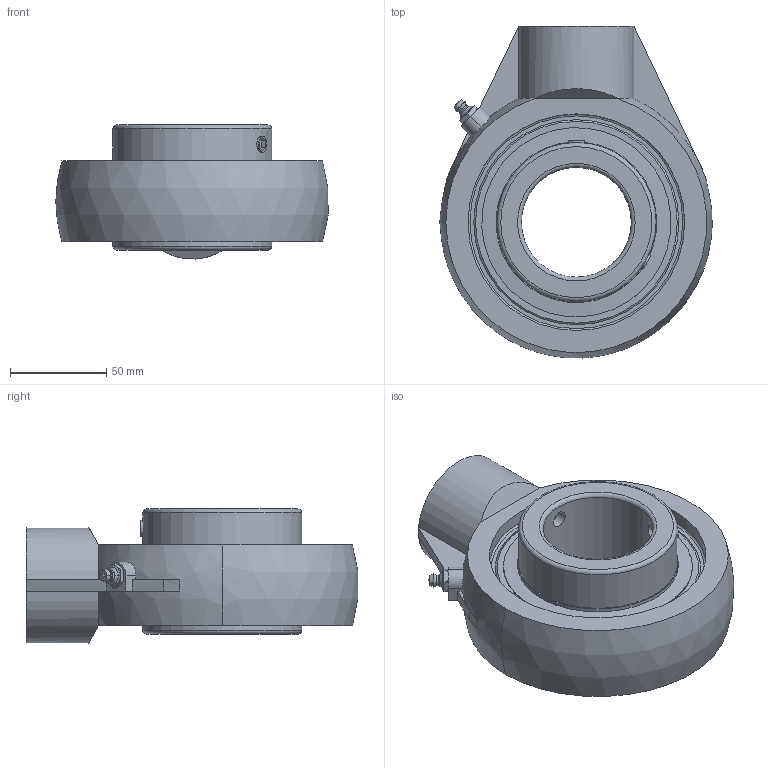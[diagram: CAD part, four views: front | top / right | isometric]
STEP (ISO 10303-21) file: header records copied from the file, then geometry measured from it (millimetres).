
FILE_DESCRIPTION(('HOOPS Exchange Step'),'2;1');
FILE_NAME('export-260893A2-0D94-4E89-BB60-9C199E3523CE.stp','2019-12-13T13:41:11-08:00',('ibuslach'),('Alibre'),'HOOPS Exchange 2019.2','Alibre','Unknown authorisation');
FILE_SCHEMA( ('AP242_MANAGED_MODEL_BASED_3D_ENGINEERING_MIM_LF {1 0 10303 442 1 1 4 }') );
Length unit declared in the file: centimetre
Products named in the file (7): MRN SHA 212; SUC 212-36 RACES; SUC 212 SHIELD; SUC 212 SS; MRN SUC 212-36; ZERK 6mm; MRN SUCHA 212-36
Assembly tree (8 placements, depth 3):
  MRN SUCHA 212-36
    MRN SHA 212
    MRN SUC 212-36
      SUC 212-36 RACES
      SUC 212 SHIELD  x2
      SUC 212 SS  x2
    ZERK 6mm
Bounding box: 141.63 x 172.57 x 69.67 mm (x, y, z)
Volume: 544428.8 mm3; surface area: 127703.7 mm2
Topology: 8 solids, 8 shells, 171 faces, 439 edges, 282 vertices
Faces by surface type: plane 65, cylinder 42, cone 32, torus 17, sphere 11, bspline 4
Full cylindrical faces by diameter (mm): 1.763 x2, 6 x2, 8.382 x4, 31.75 x1, 57.15 x1, 82.55 x4, 83.566 x2, 94.498 x2, 98.425 x2, 112.635 x1, 114.635 x1
Entity records: 8003 total; most frequent: CARTESIAN_POINT 4039, DIRECTION 860, ORIENTED_EDGE 774, EDGE_CURVE 387, AXIS2_PLACEMENT_3D 367, VERTEX_POINT 251, CIRCLE 194, EDGE_LOOP 176
